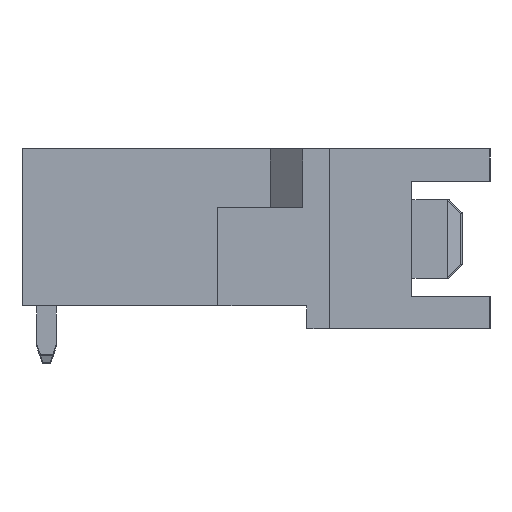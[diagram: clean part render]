
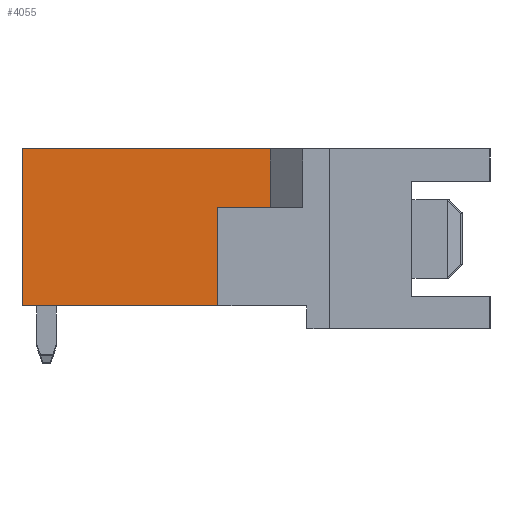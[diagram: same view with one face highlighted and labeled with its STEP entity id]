
A CAD part, left-side view. The second image highlights one B-rep face of the part: STEP entity #4055.
In plain terms, the highlighted planar face has unit normal (-1, 0, 0).
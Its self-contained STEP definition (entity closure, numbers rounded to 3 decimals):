
#1260 = VERTEX_POINT('',#1261);
#1261 = CARTESIAN_POINT('',(-41.95,16.97,9.6));
#1267 = EDGE_CURVE('',#1268,#1260,#1270,.T.);
#1268 = VERTEX_POINT('',#1269);
#1269 = CARTESIAN_POINT('',(-41.95,1.8,9.6));
#1270 = LINE('',#1271,#1272);
#1271 = CARTESIAN_POINT('',(-41.95,16.97,9.6));
#1272 = VECTOR('',#1273,1.);
#1273 = DIRECTION('',(0.,1.,0.));
#3513 = VERTEX_POINT('',#3514);
#3514 = CARTESIAN_POINT('',(-41.95,5.,6.));
#3520 = EDGE_CURVE('',#3521,#3513,#3523,.T.);
#3521 = VERTEX_POINT('',#3522);
#3522 = CARTESIAN_POINT('',(-41.95,5.,0.));
#3523 = LINE('',#3524,#3525);
#3524 = CARTESIAN_POINT('',(-41.95,5.,-1.4));
#3525 = VECTOR('',#3526,1.);
#3526 = DIRECTION('',(0.,0.,1.));
#4055 = ADVANCED_FACE('',(#4056),#4088,.F.);
#4056 = FACE_BOUND('',#4057,.T.);
#4057 = EDGE_LOOP('',(#4058,#4066,#4072,#4073,#4081,#4087));
#4058 = ORIENTED_EDGE('',*,*,#4059,.F.);
#4059 = EDGE_CURVE('',#4060,#1260,#4062,.T.);
#4060 = VERTEX_POINT('',#4061);
#4061 = CARTESIAN_POINT('',(-41.95,16.97,0.));
#4062 = LINE('',#4063,#4064);
#4063 = CARTESIAN_POINT('',(-41.95,16.97,-1.4));
#4064 = VECTOR('',#4065,1.);
#4065 = DIRECTION('',(0.,0.,1.));
#4066 = ORIENTED_EDGE('',*,*,#4067,.T.);
#4067 = EDGE_CURVE('',#4060,#3521,#4068,.T.);
#4068 = LINE('',#4069,#4070);
#4069 = CARTESIAN_POINT('',(-41.95,16.97,0.));
#4070 = VECTOR('',#4071,1.);
#4071 = DIRECTION('',(0.,-1.,0.));
#4072 = ORIENTED_EDGE('',*,*,#3520,.T.);
#4073 = ORIENTED_EDGE('',*,*,#4074,.T.);
#4074 = EDGE_CURVE('',#3513,#4075,#4077,.T.);
#4075 = VERTEX_POINT('',#4076);
#4076 = CARTESIAN_POINT('',(-41.95,1.8,6.));
#4077 = LINE('',#4078,#4079);
#4078 = CARTESIAN_POINT('',(-41.95,1.8,6.));
#4079 = VECTOR('',#4080,1.);
#4080 = DIRECTION('',(0.,-1.,0.));
#4081 = ORIENTED_EDGE('',*,*,#4082,.T.);
#4082 = EDGE_CURVE('',#4075,#1268,#4083,.T.);
#4083 = LINE('',#4084,#4085);
#4084 = CARTESIAN_POINT('',(-41.95,1.8,-7.249));
#4085 = VECTOR('',#4086,1.);
#4086 = DIRECTION('',(0.,0.,1.));
#4087 = ORIENTED_EDGE('',*,*,#1267,.T.);
#4088 = PLANE('',#4089);
#4089 = AXIS2_PLACEMENT_3D('',#4090,#4091,#4092);
#4090 = CARTESIAN_POINT('',(-41.95,16.97,-1.4));
#4091 = DIRECTION('',(1.,0.,0.));
#4092 = DIRECTION('',(0.,-1.,0.));
